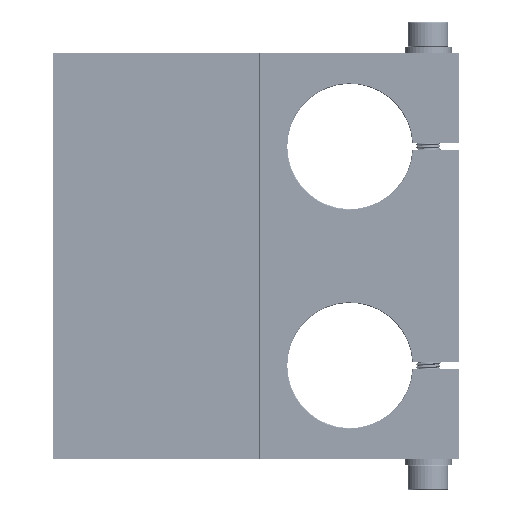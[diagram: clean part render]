
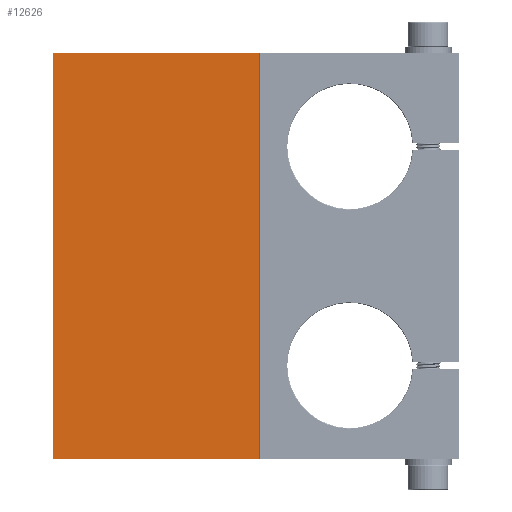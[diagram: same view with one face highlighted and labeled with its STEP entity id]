
A CAD part, front view. The second image highlights one B-rep face of the part: STEP entity #12626.
In plain terms, the highlighted planar face has unit normal (0, -1, 0).
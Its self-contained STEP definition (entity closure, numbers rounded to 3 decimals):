
#193=PLANE('',#13417);
#835=FACE_OUTER_BOUND('',#1545,.T.);
#1545=EDGE_LOOP('',(#10972,#10973,#10974,#10975));
#3470=LINE('',#49496,#4189);
#3473=LINE('',#49500,#4192);
#3481=LINE('',#49512,#4200);
#3484=LINE('',#49517,#4203);
#4189=VECTOR('',#15384,10.);
#4192=VECTOR('',#15389,10.);
#4200=VECTOR('',#15405,10.);
#4203=VECTOR('',#15412,10.);
#5405=VERTEX_POINT('',#49408);
#5416=VERTEX_POINT('',#49442);
#5421=VERTEX_POINT('',#49452);
#5429=VERTEX_POINT('',#49474);
#7263=EDGE_CURVE('',#5416,#5429,#3470,.T.);
#7266=EDGE_CURVE('',#5429,#5421,#3473,.T.);
#7274=EDGE_CURVE('',#5421,#5405,#3481,.T.);
#7277=EDGE_CURVE('',#5405,#5416,#3484,.T.);
#10972=ORIENTED_EDGE('',*,*,#7263,.F.);
#10973=ORIENTED_EDGE('',*,*,#7277,.F.);
#10974=ORIENTED_EDGE('',*,*,#7274,.F.);
#10975=ORIENTED_EDGE('',*,*,#7266,.F.);
#12626=ADVANCED_FACE('',(#835),#193,.T.);
#13417=AXIS2_PLACEMENT_3D('',#49582,#15510,#15511);
#15384=DIRECTION('',(-1.,0.,0.));
#15389=DIRECTION('',(0.,0.,1.));
#15405=DIRECTION('',(1.,0.,0.));
#15412=DIRECTION('',(0.,0.,-1.));
#15510=DIRECTION('center_axis',(0.,-1.,0.));
#15511=DIRECTION('ref_axis',(1.,0.,0.));
#49408=CARTESIAN_POINT('',(-64.2,20.,129.8));
#49442=CARTESIAN_POINT('',(-64.2,20.,0.2));
#49452=CARTESIAN_POINT('',(-129.8,20.,129.8));
#49474=CARTESIAN_POINT('',(-129.8,20.,0.2));
#49496=CARTESIAN_POINT('',(-97.5,20.,0.2));
#49500=CARTESIAN_POINT('',(-129.8,20.,0.));
#49512=CARTESIAN_POINT('',(-97.5,20.,129.8));
#49517=CARTESIAN_POINT('',(-64.2,20.,0.));
#49582=CARTESIAN_POINT('Origin',(-130.,20.,0.));
